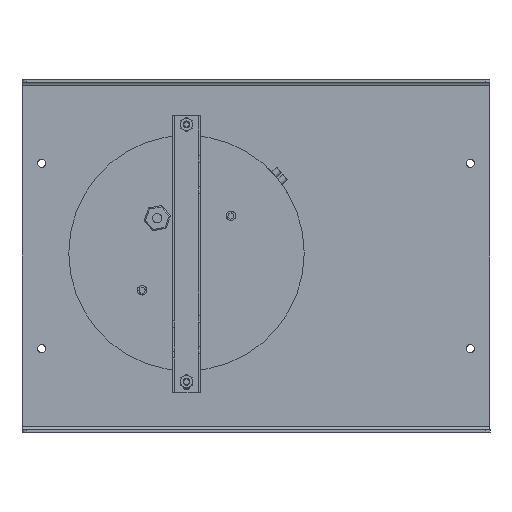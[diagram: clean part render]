
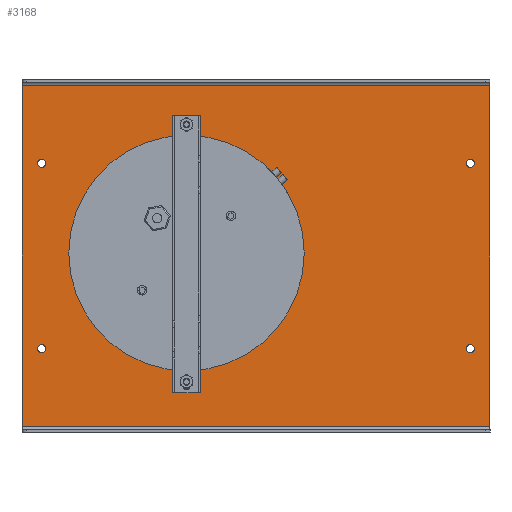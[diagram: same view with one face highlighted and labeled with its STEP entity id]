
A CAD part, front view. The second image highlights one B-rep face of the part: STEP entity #3168.
In plain terms, the highlighted face is planar.
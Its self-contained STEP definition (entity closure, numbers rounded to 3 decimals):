
#182=FACE_BOUND('',#542,.T.);
#183=FACE_BOUND('',#543,.T.);
#184=FACE_BOUND('',#544,.T.);
#185=FACE_BOUND('',#545,.T.);
#186=FACE_BOUND('',#546,.T.);
#187=FACE_BOUND('',#547,.T.);
#188=FACE_BOUND('',#548,.T.);
#222=PLANE('',#3640);
#345=FACE_OUTER_BOUND('',#541,.T.);
#541=EDGE_LOOP('',(#2398,#2399,#2400,#2401));
#542=EDGE_LOOP('',(#2402,#2403));
#543=EDGE_LOOP('',(#2404,#2405));
#544=EDGE_LOOP('',(#2406,#2407));
#545=EDGE_LOOP('',(#2408,#2409));
#546=EDGE_LOOP('',(#2410,#2411));
#547=EDGE_LOOP('',(#2412,#2413));
#548=EDGE_LOOP('',(#2414,#2415));
#756=LINE('',#5142,#1008);
#757=LINE('',#5144,#1009);
#758=LINE('',#5146,#1010);
#759=LINE('',#5147,#1011);
#1008=VECTOR('',#4174,1000.);
#1009=VECTOR('',#4175,1000.);
#1010=VECTOR('',#4176,1000.);
#1011=VECTOR('',#4177,1000.);
#1211=CIRCLE('',#3529,1.7);
#1212=CIRCLE('',#3530,1.7);
#1215=CIRCLE('',#3534,47.1);
#1216=CIRCLE('',#3535,47.1);
#1218=CIRCLE('',#3538,1.7);
#1219=CIRCLE('',#3539,1.7);
#1222=CIRCLE('',#3543,1.7);
#1223=CIRCLE('',#3544,1.7);
#1226=CIRCLE('',#3548,1.7);
#1227=CIRCLE('',#3549,1.7);
#1230=CIRCLE('',#3553,1.7);
#1231=CIRCLE('',#3554,1.7);
#1235=CIRCLE('',#3559,1.7);
#1236=CIRCLE('',#3560,1.7);
#1387=VERTEX_POINT('',#4875);
#1388=VERTEX_POINT('',#4877);
#1391=VERTEX_POINT('',#4885);
#1392=VERTEX_POINT('',#4887);
#1395=VERTEX_POINT('',#4894);
#1396=VERTEX_POINT('',#4896);
#1399=VERTEX_POINT('',#4904);
#1400=VERTEX_POINT('',#4906);
#1403=VERTEX_POINT('',#4914);
#1404=VERTEX_POINT('',#4916);
#1407=VERTEX_POINT('',#4924);
#1408=VERTEX_POINT('',#4926);
#1411=VERTEX_POINT('',#4935);
#1412=VERTEX_POINT('',#4937);
#1489=VERTEX_POINT('',#5140);
#1490=VERTEX_POINT('',#5141);
#1491=VERTEX_POINT('',#5143);
#1492=VERTEX_POINT('',#5145);
#1712=EDGE_CURVE('',#1387,#1388,#1211,.T.);
#1713=EDGE_CURVE('',#1388,#1387,#1212,.T.);
#1717=EDGE_CURVE('',#1391,#1392,#1215,.T.);
#1718=EDGE_CURVE('',#1392,#1391,#1216,.T.);
#1721=EDGE_CURVE('',#1395,#1396,#1218,.T.);
#1722=EDGE_CURVE('',#1396,#1395,#1219,.T.);
#1726=EDGE_CURVE('',#1399,#1400,#1222,.T.);
#1727=EDGE_CURVE('',#1400,#1399,#1223,.T.);
#1731=EDGE_CURVE('',#1403,#1404,#1226,.T.);
#1732=EDGE_CURVE('',#1404,#1403,#1227,.T.);
#1736=EDGE_CURVE('',#1407,#1408,#1230,.T.);
#1737=EDGE_CURVE('',#1408,#1407,#1231,.T.);
#1742=EDGE_CURVE('',#1411,#1412,#1235,.T.);
#1743=EDGE_CURVE('',#1412,#1411,#1236,.T.);
#1844=EDGE_CURVE('',#1489,#1490,#756,.T.);
#1845=EDGE_CURVE('',#1489,#1491,#757,.T.);
#1846=EDGE_CURVE('',#1492,#1491,#758,.T.);
#1847=EDGE_CURVE('',#1490,#1492,#759,.T.);
#2398=ORIENTED_EDGE('',*,*,#1844,.F.);
#2399=ORIENTED_EDGE('',*,*,#1845,.T.);
#2400=ORIENTED_EDGE('',*,*,#1846,.F.);
#2401=ORIENTED_EDGE('',*,*,#1847,.F.);
#2402=ORIENTED_EDGE('',*,*,#1713,.F.);
#2403=ORIENTED_EDGE('',*,*,#1712,.F.);
#2404=ORIENTED_EDGE('',*,*,#1718,.F.);
#2405=ORIENTED_EDGE('',*,*,#1717,.F.);
#2406=ORIENTED_EDGE('',*,*,#1722,.F.);
#2407=ORIENTED_EDGE('',*,*,#1721,.F.);
#2408=ORIENTED_EDGE('',*,*,#1727,.F.);
#2409=ORIENTED_EDGE('',*,*,#1726,.F.);
#2410=ORIENTED_EDGE('',*,*,#1732,.F.);
#2411=ORIENTED_EDGE('',*,*,#1731,.F.);
#2412=ORIENTED_EDGE('',*,*,#1737,.F.);
#2413=ORIENTED_EDGE('',*,*,#1736,.F.);
#2414=ORIENTED_EDGE('',*,*,#1743,.F.);
#2415=ORIENTED_EDGE('',*,*,#1742,.F.);
#3168=ADVANCED_FACE('',(#345,#182,#183,#184,#185,#186,#187,#188),#222,.F.);
#3529=AXIS2_PLACEMENT_3D('',#4878,#3900,#3901);
#3530=AXIS2_PLACEMENT_3D('',#4879,#3902,#3903);
#3534=AXIS2_PLACEMENT_3D('',#4888,#3911,#3912);
#3535=AXIS2_PLACEMENT_3D('',#4889,#3913,#3914);
#3538=AXIS2_PLACEMENT_3D('',#4897,#3920,#3921);
#3539=AXIS2_PLACEMENT_3D('',#4898,#3922,#3923);
#3543=AXIS2_PLACEMENT_3D('',#4907,#3931,#3932);
#3544=AXIS2_PLACEMENT_3D('',#4908,#3933,#3934);
#3548=AXIS2_PLACEMENT_3D('',#4917,#3942,#3943);
#3549=AXIS2_PLACEMENT_3D('',#4918,#3944,#3945);
#3553=AXIS2_PLACEMENT_3D('',#4927,#3953,#3954);
#3554=AXIS2_PLACEMENT_3D('',#4928,#3955,#3956);
#3559=AXIS2_PLACEMENT_3D('',#4938,#3966,#3967);
#3560=AXIS2_PLACEMENT_3D('',#4939,#3968,#3969);
#3640=AXIS2_PLACEMENT_3D('',#5139,#4172,#4173);
#3900=DIRECTION('center_axis',(0.,1.,0.));
#3901=DIRECTION('ref_axis',(0.,0.,1.));
#3902=DIRECTION('center_axis',(0.,1.,0.));
#3903=DIRECTION('ref_axis',(0.,0.,1.));
#3911=DIRECTION('center_axis',(0.,1.,0.));
#3912=DIRECTION('ref_axis',(0.,0.,1.));
#3913=DIRECTION('center_axis',(0.,1.,0.));
#3914=DIRECTION('ref_axis',(0.,0.,1.));
#3920=DIRECTION('center_axis',(0.,1.,0.));
#3921=DIRECTION('ref_axis',(0.,0.,1.));
#3922=DIRECTION('center_axis',(0.,1.,0.));
#3923=DIRECTION('ref_axis',(0.,0.,1.));
#3931=DIRECTION('center_axis',(0.,1.,0.));
#3932=DIRECTION('ref_axis',(0.,0.,1.));
#3933=DIRECTION('center_axis',(0.,1.,0.));
#3934=DIRECTION('ref_axis',(0.,0.,1.));
#3942=DIRECTION('center_axis',(0.,1.,0.));
#3943=DIRECTION('ref_axis',(0.,0.,1.));
#3944=DIRECTION('center_axis',(0.,1.,0.));
#3945=DIRECTION('ref_axis',(0.,0.,1.));
#3953=DIRECTION('center_axis',(0.,1.,0.));
#3954=DIRECTION('ref_axis',(0.,0.,1.));
#3955=DIRECTION('center_axis',(0.,1.,0.));
#3956=DIRECTION('ref_axis',(0.,0.,1.));
#3966=DIRECTION('center_axis',(0.,1.,0.));
#3967=DIRECTION('ref_axis',(0.,0.,1.));
#3968=DIRECTION('center_axis',(0.,1.,0.));
#3969=DIRECTION('ref_axis',(0.,0.,1.));
#4172=DIRECTION('center_axis',(0.,-1.,0.));
#4173=DIRECTION('ref_axis',(0.,0.,-1.));
#4174=DIRECTION('',(-1.,0.,0.));
#4175=DIRECTION('',(0.,0.,-1.));
#4176=DIRECTION('',(1.,0.,0.));
#4177=DIRECTION('',(0.,0.,-1.));
#4875=CARTESIAN_POINT('',(70.,0.,-133.484));
#4877=CARTESIAN_POINT('',(70.,0.,-130.084));
#4878=CARTESIAN_POINT('Origin',(70.,0.,-131.784));
#4879=CARTESIAN_POINT('Origin',(70.,0.,-131.784));
#4885=CARTESIAN_POINT('',(70.,0.,-123.384));
#4887=CARTESIAN_POINT('',(70.,0.,-29.184));
#4888=CARTESIAN_POINT('Origin',(70.,0.,-76.284));
#4889=CARTESIAN_POINT('Origin',(70.,0.,-76.284));
#4894=CARTESIAN_POINT('',(7.5,0.,-116.7));
#4896=CARTESIAN_POINT('',(7.5,0.,-113.3));
#4897=CARTESIAN_POINT('Origin',(7.5,0.,-115.));
#4898=CARTESIAN_POINT('Origin',(7.5,0.,-115.));
#4904=CARTESIAN_POINT('',(7.5,0.,-36.7));
#4906=CARTESIAN_POINT('',(7.5,0.,-33.3));
#4907=CARTESIAN_POINT('Origin',(7.5,0.,-35.));
#4908=CARTESIAN_POINT('Origin',(7.5,0.,-35.));
#4914=CARTESIAN_POINT('',(192.5,0.,-116.7));
#4916=CARTESIAN_POINT('',(192.5,0.,-113.3));
#4917=CARTESIAN_POINT('Origin',(192.5,0.,-115.));
#4918=CARTESIAN_POINT('Origin',(192.5,0.,-115.));
#4924=CARTESIAN_POINT('',(192.5,0.,-36.7));
#4926=CARTESIAN_POINT('',(192.5,0.,-33.3));
#4927=CARTESIAN_POINT('Origin',(192.5,0.,-35.));
#4928=CARTESIAN_POINT('Origin',(192.5,0.,-35.));
#4935=CARTESIAN_POINT('',(70.,0.,-22.484));
#4937=CARTESIAN_POINT('',(70.,0.,-19.084));
#4938=CARTESIAN_POINT('Origin',(70.,0.,-20.784));
#4939=CARTESIAN_POINT('Origin',(70.,0.,-20.784));
#5139=CARTESIAN_POINT('Origin',(0.,0.,0.));
#5140=CARTESIAN_POINT('',(201.,0.,-1.5));
#5141=CARTESIAN_POINT('',(-1.,0.,-1.5));
#5142=CARTESIAN_POINT('',(-1.,0.,-1.5));
#5143=CARTESIAN_POINT('',(201.,0.,-148.5));
#5144=CARTESIAN_POINT('',(201.,0.,0.));
#5145=CARTESIAN_POINT('',(-1.,0.,-148.5));
#5146=CARTESIAN_POINT('',(201.,0.,-148.5));
#5147=CARTESIAN_POINT('',(-1.,0.,0.));
